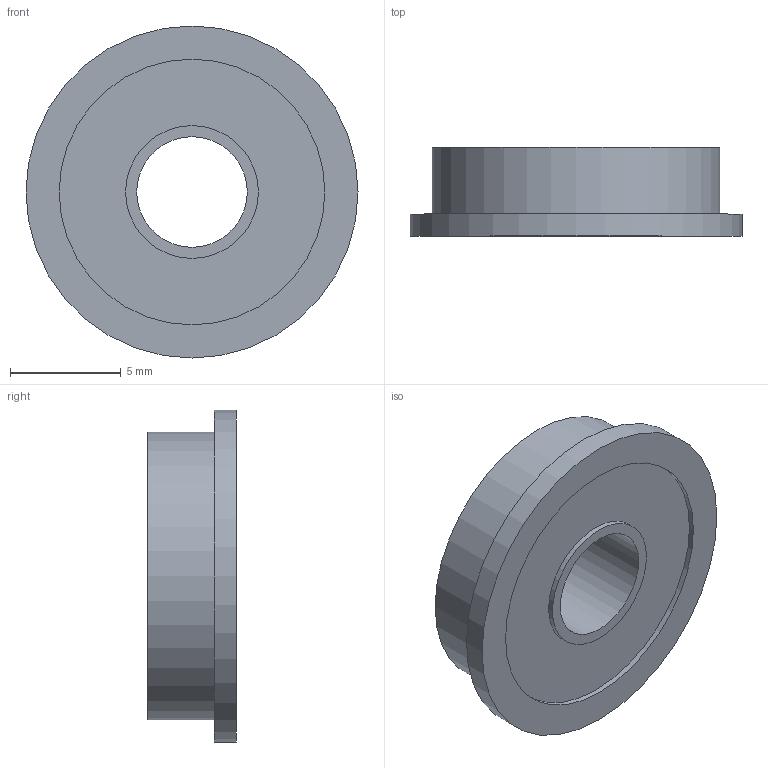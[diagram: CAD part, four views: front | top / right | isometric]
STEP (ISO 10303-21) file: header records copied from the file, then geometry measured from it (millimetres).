
FILE_DESCRIPTION(/* description */ (''),/* implementation_level */ '2;1');
FILE_NAME(/* name */ 'F695 Bearing.step',/* time_stamp */ '2019-03-19T12:48:20-04:00',/* author */ (''),/* organization */ (''),/* preprocessor_version */ 'ST-DEVELOPER v17.2',/* originating_system */ 'Autodesk Translation Framework v7.6.0.251',/* authorisation */ '');
FILE_SCHEMA (('AUTOMOTIVE_DESIGN { 1 0 10303 214 3 1 1 }'));
Length unit declared in the file: millimetre
Products named in the file (1): F695 Bearing
Bounding box: 15 x 4 x 15 mm (x, y, z)
Volume: 425.8 mm3; surface area: 893 mm2
Topology: 1 solids, 1 shells, 22 faces, 34 edges, 23 vertices
Faces by surface type: plane 11, cylinder 10, torus 1
Full cylindrical faces by diameter (mm): 5 x1, 6 x2, 6.25 x1, 11.5 x1, 11.75 x1, 12 x2, 13 x1, 15 x1
Entity records: 572 total; most frequent: DIRECTION 104, CARTESIAN_POINT 80, ORIENTED_EDGE 68, AXIS2_PLACEMENT_3D 47, EDGE_CURVE 34, EDGE_LOOP 33, CIRCLE 24, VERTEX_POINT 23
